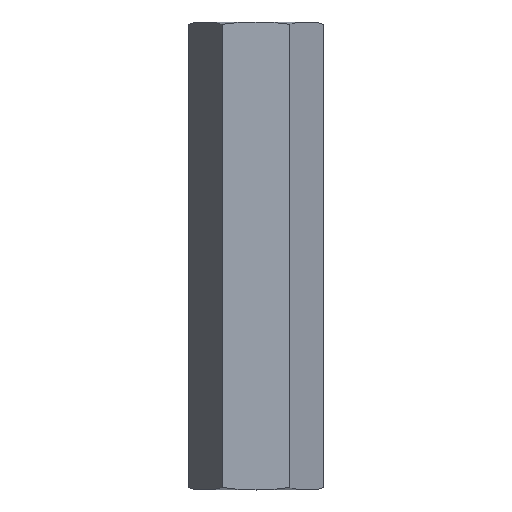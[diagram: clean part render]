
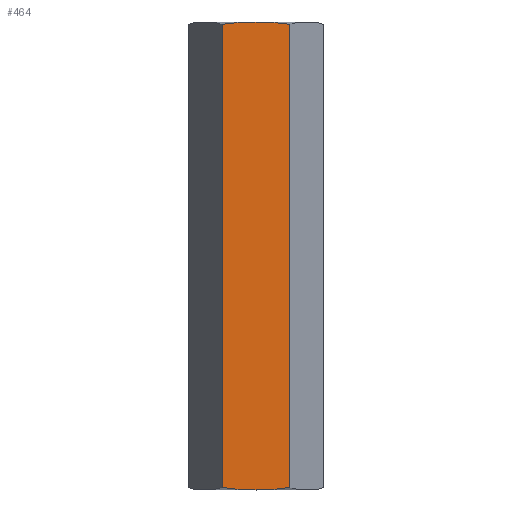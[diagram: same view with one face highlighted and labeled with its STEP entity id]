
A CAD part, top view. The second image highlights one B-rep face of the part: STEP entity #464.
In plain terms, the highlighted planar face has unit normal (0, 0, 1).
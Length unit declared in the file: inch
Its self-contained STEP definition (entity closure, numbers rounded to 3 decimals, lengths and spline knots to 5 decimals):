
#2 = LINE ( 'NONE', #597, #457 ) ;
#7 = EDGE_CURVE ( 'NONE', #715, #677, #2, .T. ) ;
#9 = CARTESIAN_POINT ( 'NONE',  ( 0.04824, 0.49853, 0.125 ) ) ;
#15 = B_SPLINE_CURVE_WITH_KNOTS ( 'NONE', 3,
 ( #203, #661, #311, #74, #85, #786 ),
 .UNSPECIFIED., .F., .F.,
 ( 4, 2, 4 ),
 ( 0., 0.00092, 0.00184 ),
 .UNSPECIFIED. ) ;
#17 = CARTESIAN_POINT ( 'NONE',  ( -0.07217, 0.495, 0.125 ) ) ;
#40 = VERTEX_POINT ( 'NONE', #643 ) ;
#49 = FACE_OUTER_BOUND ( 'NONE', #573, .T. ) ;
#51 = CARTESIAN_POINT ( 'NONE',  ( 0.07217, -0.495, 0.125 ) ) ;
#60 = EDGE_CURVE ( 'NONE', #715, #137, #72, .T. ) ;
#72 = B_SPLINE_CURVE_WITH_KNOTS ( 'NONE', 3,
 ( #475, #795, #576, #434, #451, #82 ),
 .UNSPECIFIED., .F., .F.,
 ( 4, 2, 4 ),
 ( -0.00184, -0.00092, 0. ),
 .UNSPECIFIED. ) ;
#74 = CARTESIAN_POINT ( 'NONE',  ( -0.04824, -0.49853, 0.125 ) ) ;
#82 = CARTESIAN_POINT ( 'NONE',  ( 0., 0.49975, 0.125 ) ) ;
#85 = CARTESIAN_POINT ( 'NONE',  ( -0.06025, -0.49748, 0.125 ) ) ;
#106 = PLANE ( 'NONE',  #777 ) ;
#109 = ORIENTED_EDGE ( 'NONE', *, *, #371, .F. ) ;
#137 = VERTEX_POINT ( 'NONE', #328 ) ;
#164 = CARTESIAN_POINT ( 'NONE',  ( 0.02415, -0.49966, 0.125 ) ) ;
#165 = ORIENTED_EDGE ( 'NONE', *, *, #518, .F. ) ;
#175 = ORIENTED_EDGE ( 'NONE', *, *, #343, .F. ) ;
#188 = B_SPLINE_CURVE_WITH_KNOTS ( 'NONE', 3,
 ( #51, #515, #484, #164, #242, #779 ),
 .UNSPECIFIED., .F., .F.,
 ( 4, 2, 4 ),
 ( -0.00184, -0.00092, 0. ),
 .UNSPECIFIED. ) ;
#203 = CARTESIAN_POINT ( 'NONE',  ( 0., -0.49975, 0.125 ) ) ;
#209 = CARTESIAN_POINT ( 'NONE',  ( -0.07217, 0.5, 0.125 ) ) ;
#211 = VERTEX_POINT ( 'NONE', #467 ) ;
#223 = ORIENTED_EDGE ( 'NONE', *, *, #684, .F. ) ;
#229 = CARTESIAN_POINT ( 'NONE',  ( -0.07217, -0.495, 0.125 ) ) ;
#242 = CARTESIAN_POINT ( 'NONE',  ( 0.01208, -0.49975, 0.125 ) ) ;
#297 = CARTESIAN_POINT ( 'NONE',  ( 0.02415, 0.49966, 0.125 ) ) ;
#311 = CARTESIAN_POINT ( 'NONE',  ( -0.02415, -0.49966, 0.125 ) ) ;
#328 = CARTESIAN_POINT ( 'NONE',  ( 0., 0.49975, 0.125 ) ) ;
#343 = EDGE_CURVE ( 'NONE', #211, #40, #725, .T. ) ;
#346 = VECTOR ( 'NONE', #617, 39.37008 ) ;
#367 = DIRECTION ( 'NONE',  ( 0., 0., -1. ) ) ;
#371 = EDGE_CURVE ( 'NONE', #137, #211, #742, .T. ) ;
#392 = CARTESIAN_POINT ( 'NONE',  ( 0.07217, 0.5, 0.125 ) ) ;
#401 = CARTESIAN_POINT ( 'NONE',  ( 0., -0.49975, 0.125 ) ) ;
#434 = CARTESIAN_POINT ( 'NONE',  ( -0.02415, 0.49966, 0.125 ) ) ;
#451 = CARTESIAN_POINT ( 'NONE',  ( -0.01208, 0.49975, 0.125 ) ) ;
#457 = VECTOR ( 'NONE', #624, 39.37008 ) ;
#464 = ADVANCED_FACE ( 'NONE', ( #49 ), #106, .F. ) ;
#465 = CARTESIAN_POINT ( 'NONE',  ( 0.06025, 0.49748, 0.125 ) ) ;
#467 = CARTESIAN_POINT ( 'NONE',  ( 0.07217, 0.495, 0.125 ) ) ;
#471 = CARTESIAN_POINT ( 'NONE',  ( 0.01208, 0.49975, 0.125 ) ) ;
#475 = CARTESIAN_POINT ( 'NONE',  ( -0.07217, 0.495, 0.125 ) ) ;
#484 = CARTESIAN_POINT ( 'NONE',  ( 0.04824, -0.49853, 0.125 ) ) ;
#486 = ORIENTED_EDGE ( 'NONE', *, *, #7, .T. ) ;
#515 = CARTESIAN_POINT ( 'NONE',  ( 0.06025, -0.49748, 0.125 ) ) ;
#518 = EDGE_CURVE ( 'NONE', #40, #701, #188, .T. ) ;
#553 = CARTESIAN_POINT ( 'NONE',  ( 0., 0.49975, 0.125 ) ) ;
#572 = DIRECTION ( 'NONE',  ( -1., 0., 0. ) ) ;
#573 = EDGE_LOOP ( 'NONE', ( #175, #109, #640, #486, #223, #165 ) ) ;
#576 = CARTESIAN_POINT ( 'NONE',  ( -0.04824, 0.49853, 0.125 ) ) ;
#597 = CARTESIAN_POINT ( 'NONE',  ( -0.07217, 0.5, 0.125 ) ) ;
#617 = DIRECTION ( 'NONE',  ( 0., -1., 0. ) ) ;
#624 = DIRECTION ( 'NONE',  ( 0., -1., 0. ) ) ;
#640 = ORIENTED_EDGE ( 'NONE', *, *, #60, .F. ) ;
#643 = CARTESIAN_POINT ( 'NONE',  ( 0.07217, -0.495, 0.125 ) ) ;
#650 = CARTESIAN_POINT ( 'NONE',  ( 0.07217, 0.495, 0.125 ) ) ;
#661 = CARTESIAN_POINT ( 'NONE',  ( -0.01208, -0.49975, 0.125 ) ) ;
#677 = VERTEX_POINT ( 'NONE', #229 ) ;
#684 = EDGE_CURVE ( 'NONE', #701, #677, #15, .T. ) ;
#701 = VERTEX_POINT ( 'NONE', #401 ) ;
#715 = VERTEX_POINT ( 'NONE', #17 ) ;
#725 = LINE ( 'NONE', #392, #346 ) ;
#742 = B_SPLINE_CURVE_WITH_KNOTS ( 'NONE', 3,
 ( #553, #471, #297, #9, #465, #650 ),
 .UNSPECIFIED., .F., .F.,
 ( 4, 2, 4 ),
 ( 0., 0.00092, 0.00184 ),
 .UNSPECIFIED. ) ;
#777 = AXIS2_PLACEMENT_3D ( 'NONE', #209, #367, #572 ) ;
#779 = CARTESIAN_POINT ( 'NONE',  ( 0., -0.49975, 0.125 ) ) ;
#786 = CARTESIAN_POINT ( 'NONE',  ( -0.07217, -0.495, 0.125 ) ) ;
#795 = CARTESIAN_POINT ( 'NONE',  ( -0.06025, 0.49748, 0.125 ) ) ;
